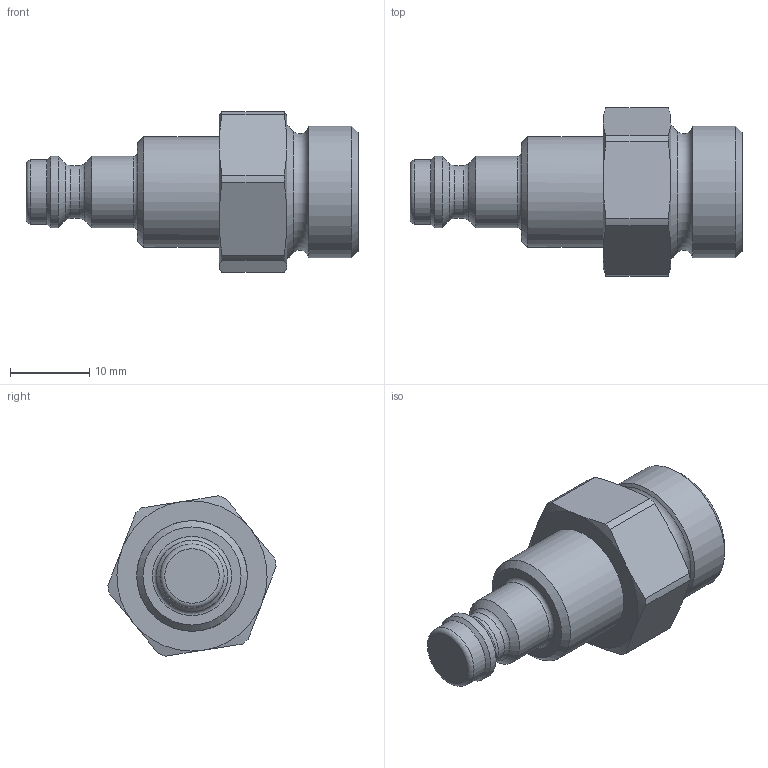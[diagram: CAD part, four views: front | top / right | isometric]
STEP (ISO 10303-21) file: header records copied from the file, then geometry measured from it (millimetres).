
FILE_DESCRIPTION((''),'2;1');
FILE_NAME('21sbaw17evx.stp','2014-11-24T15:08:46',('IA176480'),(''),'Autodesk Inventor 2013','Autodesk Inventor 2013','');
FILE_SCHEMA(('AUTOMOTIVE_DESIGN { 1 0 10303 214 1 1 1 1 }'));
Length unit declared in the file: millimetre
Products named in the file (1): D112202
Bounding box: 42 x 21.27 x 20.3 mm (x, y, z)
Volume: 6873.3 mm3; surface area: 2436.5 mm2
Topology: 1 solids, 1 shells, 47 faces, 100 edges, 58 vertices
Faces by surface type: cone 19, cylinder 12, plane 11, torus 5
Full cylindrical faces by diameter (mm): 6.7 x1, 8.1 x1, 9 x2, 14 x1, 16.662 x1
Entity records: 1208 total; most frequent: CARTESIAN_POINT 234, DIRECTION 198, ORIENTED_EDGE 162, AXIS2_PLACEMENT_3D 93, EDGE_CURVE 81, EDGE_LOOP 68, VERTEX_POINT 57, STYLED_ITEM 48
